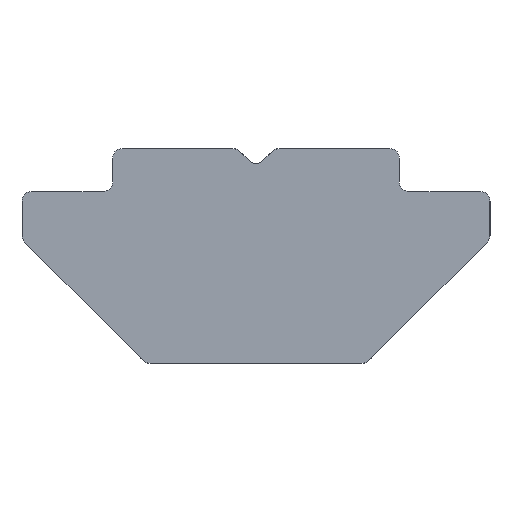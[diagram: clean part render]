
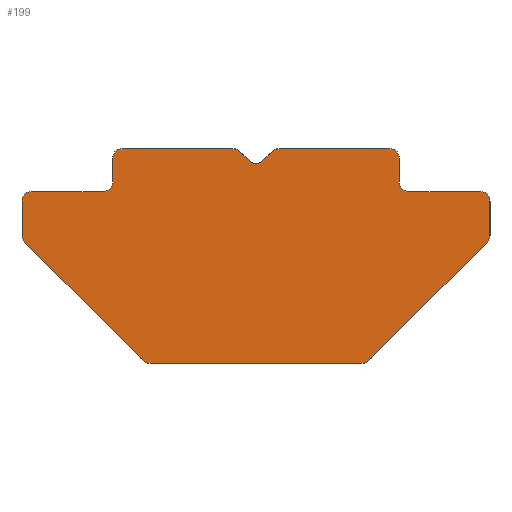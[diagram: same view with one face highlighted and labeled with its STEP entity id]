
A CAD part, left-side view. The second image highlights one B-rep face of the part: STEP entity #199.
In plain terms, the highlighted planar face has unit normal (-1, 0, 0).
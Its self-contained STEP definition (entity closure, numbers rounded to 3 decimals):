
#199=ADVANCED_FACE('',(#242),#243,.T.);
#242=FACE_OUTER_BOUND('',#317,.T.);
#243=PLANE('',#318);
#317=EDGE_LOOP('',(#449,#450,#451,#452,#453,#454,#455,#456,#457,#458,#459,#460,#461,#462,#463,#464,#465,#466,#467,#468,#469,#470,#471,#472,#473,#474));
#318=AXIS2_PLACEMENT_3D('',#475,#476,#477);
#449=ORIENTED_EDGE('',*,*,#761,.T.);
#450=ORIENTED_EDGE('',*,*,#762,.T.);
#451=ORIENTED_EDGE('',*,*,#763,.T.);
#452=ORIENTED_EDGE('',*,*,#764,.T.);
#453=ORIENTED_EDGE('',*,*,#765,.T.);
#454=ORIENTED_EDGE('',*,*,#766,.T.);
#455=ORIENTED_EDGE('',*,*,#767,.T.);
#456=ORIENTED_EDGE('',*,*,#759,.F.);
#457=ORIENTED_EDGE('',*,*,#768,.T.);
#458=ORIENTED_EDGE('',*,*,#769,.T.);
#459=ORIENTED_EDGE('',*,*,#770,.T.);
#460=ORIENTED_EDGE('',*,*,#771,.F.);
#461=ORIENTED_EDGE('',*,*,#772,.T.);
#462=ORIENTED_EDGE('',*,*,#773,.F.);
#463=ORIENTED_EDGE('',*,*,#774,.T.);
#464=ORIENTED_EDGE('',*,*,#775,.T.);
#465=ORIENTED_EDGE('',*,*,#776,.T.);
#466=ORIENTED_EDGE('',*,*,#777,.T.);
#467=ORIENTED_EDGE('',*,*,#778,.T.);
#468=ORIENTED_EDGE('',*,*,#779,.F.);
#469=ORIENTED_EDGE('',*,*,#780,.T.);
#470=ORIENTED_EDGE('',*,*,#781,.F.);
#471=ORIENTED_EDGE('',*,*,#782,.T.);
#472=ORIENTED_EDGE('',*,*,#783,.T.);
#473=ORIENTED_EDGE('',*,*,#784,.T.);
#474=ORIENTED_EDGE('',*,*,#785,.T.);
#475=CARTESIAN_POINT('',(-5.0,0.,-3.6));
#476=DIRECTION('',(-1.0,0.0,0.));
#477=DIRECTION('',(0.,-1.0,0.));
#759=EDGE_CURVE('',#912,#914,#915,.F.);
#761=EDGE_CURVE('',#917,#918,#919,.T.);
#762=EDGE_CURVE('',#918,#920,#921,.T.);
#763=EDGE_CURVE('',#920,#922,#923,.T.);
#764=EDGE_CURVE('',#922,#924,#925,.T.);
#765=EDGE_CURVE('',#924,#926,#927,.T.);
#766=EDGE_CURVE('',#926,#928,#929,.T.);
#767=EDGE_CURVE('',#928,#914,#930,.T.);
#768=EDGE_CURVE('',#912,#931,#932,.F.);
#769=EDGE_CURVE('',#931,#933,#934,.T.);
#770=EDGE_CURVE('',#933,#935,#936,.T.);
#771=EDGE_CURVE('',#937,#935,#938,.F.);
#772=EDGE_CURVE('',#937,#939,#940,.T.);
#773=EDGE_CURVE('',#941,#939,#942,.F.);
#774=EDGE_CURVE('',#941,#943,#944,.T.);
#775=EDGE_CURVE('',#943,#945,#946,.T.);
#776=EDGE_CURVE('',#945,#947,#948,.T.);
#777=EDGE_CURVE('',#947,#949,#950,.T.);
#778=EDGE_CURVE('',#949,#951,#952,.T.);
#779=EDGE_CURVE('',#953,#951,#954,.F.);
#780=EDGE_CURVE('',#953,#955,#956,.T.);
#781=EDGE_CURVE('',#957,#955,#958,.F.);
#782=EDGE_CURVE('',#957,#959,#960,.T.);
#783=EDGE_CURVE('',#959,#961,#962,.T.);
#784=EDGE_CURVE('',#961,#963,#964,.T.);
#785=EDGE_CURVE('',#963,#917,#965,.T.);
#912=VERTEX_POINT('',#1141);
#914=VERTEX_POINT('',#1144);
#915=CIRCLE('',#1145,0.2);
#917=VERTEX_POINT('',#1148);
#918=VERTEX_POINT('',#1149);
#919=LINE('',#1150,#1151);
#920=VERTEX_POINT('',#1152);
#921=CIRCLE('',#1153,0.2);
#922=VERTEX_POINT('',#1154);
#923=LINE('',#1155,#1156);
#924=VERTEX_POINT('',#1157);
#925=CIRCLE('',#1158,0.2);
#926=VERTEX_POINT('',#1159);
#927=LINE('',#1160,#1161);
#928=VERTEX_POINT('',#1162);
#929=CIRCLE('',#1163,0.2);
#930=LINE('',#1164,#1165);
#931=VERTEX_POINT('',#1166);
#932=LINE('',#1167,#1168);
#933=VERTEX_POINT('',#1169);
#934=CIRCLE('',#1170,0.2);
#935=VERTEX_POINT('',#1171);
#936=LINE('',#1172,#1173);
#937=VERTEX_POINT('',#1174);
#938=CIRCLE('',#1175,0.2);
#939=VERTEX_POINT('',#1176);
#940=LINE('',#1177,#1178);
#941=VERTEX_POINT('',#1179);
#942=CIRCLE('',#1180,0.2);
#943=VERTEX_POINT('',#1181);
#944=LINE('',#1182,#1183);
#945=VERTEX_POINT('',#1184);
#946=CIRCLE('',#1185,0.2);
#947=VERTEX_POINT('',#1186);
#948=LINE('',#1187,#1188);
#949=VERTEX_POINT('',#1189);
#950=CIRCLE('',#1190,0.2);
#951=VERTEX_POINT('',#1191);
#952=LINE('',#1192,#1193);
#953=VERTEX_POINT('',#1194);
#954=CIRCLE('',#1195,0.2);
#955=VERTEX_POINT('',#1196);
#956=LINE('',#1197,#1198);
#957=VERTEX_POINT('',#1199);
#958=CIRCLE('',#1200,0.2);
#959=VERTEX_POINT('',#1201);
#960=LINE('',#1202,#1203);
#961=VERTEX_POINT('',#1204);
#962=CIRCLE('',#1205,0.2);
#963=VERTEX_POINT('',#1206);
#964=LINE('',#1207,#1208);
#965=CIRCLE('',#1209,0.2);
#1141=CARTESIAN_POINT('',(-5.0,3.0,0.7));
#1144=CARTESIAN_POINT('',(-5.0,2.8,0.9));
#1145=AXIS2_PLACEMENT_3D('',#1359,#1360,#1361);
#1148=CARTESIAN_POINT('',(-5.0,-2.8,0.9));
#1149=CARTESIAN_POINT('',(-5.0,-0.483,0.9));
#1150=CARTESIAN_POINT('',(-5.0,-3.0,0.9));
#1151=VECTOR('',#1363,1.0);
#1152=CARTESIAN_POINT('',(-5.0,-0.341,0.841));
#1153=AXIS2_PLACEMENT_3D('',#1364,#1365,#1366);
#1154=CARTESIAN_POINT('',(-5.0,-0.141,0.641));
#1155=CARTESIAN_POINT('',(-5.0,-0.4,0.9));
#1156=VECTOR('',#1367,1.0);
#1157=CARTESIAN_POINT('',(-5.0,0.141,0.641));
#1158=AXIS2_PLACEMENT_3D('',#1368,#1369,#1370);
#1159=CARTESIAN_POINT('',(-5.0,0.341,0.841));
#1160=CARTESIAN_POINT('',(-5.0,0.,0.5));
#1161=VECTOR('',#1371,1.0);
#1162=CARTESIAN_POINT('',(-5.0,0.483,0.9));
#1163=AXIS2_PLACEMENT_3D('',#1372,#1373,#1374);
#1164=CARTESIAN_POINT('',(-5.0,0.4,0.9));
#1165=VECTOR('',#1375,1.0);
#1166=CARTESIAN_POINT('',(-5.0,3.0,0.2));
#1167=CARTESIAN_POINT('',(-5.0,3.0,-3.6));
#1168=VECTOR('',#1376,1.0);
#1169=CARTESIAN_POINT('',(-5.0,3.2,0.));
#1170=AXIS2_PLACEMENT_3D('',#1377,#1378,#1379);
#1171=CARTESIAN_POINT('',(-5.0,4.7,0.));
#1172=CARTESIAN_POINT('',(-5.0,4.9,0.));
#1173=VECTOR('',#1380,1.0);
#1174=CARTESIAN_POINT('',(-5.0,4.9,-0.2));
#1175=AXIS2_PLACEMENT_3D('',#1381,#1382,#1383);
#1176=CARTESIAN_POINT('',(-5.0,4.9,-0.917));
#1177=CARTESIAN_POINT('',(-5.0,4.9,-1.0));
#1178=VECTOR('',#1384,1.0);
#1179=CARTESIAN_POINT('',(-5.0,4.841,-1.059));
#1180=AXIS2_PLACEMENT_3D('',#1385,#1386,#1387);
#1181=CARTESIAN_POINT('',(-5.0,2.359,-3.541));
#1182=CARTESIAN_POINT('',(-5.0,4.841,-1.059));
#1183=VECTOR('',#1388,1.0);
#1184=CARTESIAN_POINT('',(-5.0,2.217,-3.6));
#1185=AXIS2_PLACEMENT_3D('',#1389,#1390,#1391);
#1186=CARTESIAN_POINT('',(-5.0,-2.217,-3.6));
#1187=CARTESIAN_POINT('',(-5.0,2.3,-3.6));
#1188=VECTOR('',#1392,1.0);
#1189=CARTESIAN_POINT('',(-5.0,-2.359,-3.541));
#1190=AXIS2_PLACEMENT_3D('',#1393,#1394,#1395);
#1191=CARTESIAN_POINT('',(-5.0,-4.841,-1.059));
#1192=CARTESIAN_POINT('',(-5.0,-2.359,-3.541));
#1193=VECTOR('',#1396,1.0);
#1194=CARTESIAN_POINT('',(-5.0,-4.9,-0.917));
#1195=AXIS2_PLACEMENT_3D('',#1397,#1398,#1399);
#1196=CARTESIAN_POINT('',(-5.0,-4.9,-0.2));
#1197=CARTESIAN_POINT('',(-5.0,-4.9,-1.0));
#1198=VECTOR('',#1400,1.0);
#1199=CARTESIAN_POINT('',(-5.0,-4.7,0.));
#1200=AXIS2_PLACEMENT_3D('',#1401,#1402,#1403);
#1201=CARTESIAN_POINT('',(-5.0,-3.2,0.));
#1202=CARTESIAN_POINT('',(-5.0,-4.9,0.));
#1203=VECTOR('',#1404,1.0);
#1204=CARTESIAN_POINT('',(-5.0,-3.0,0.2));
#1205=AXIS2_PLACEMENT_3D('',#1405,#1406,#1407);
#1206=CARTESIAN_POINT('',(-5.0,-3.0,0.7));
#1207=CARTESIAN_POINT('',(-5.0,-3.0,0.));
#1208=VECTOR('',#1408,1.0);
#1209=AXIS2_PLACEMENT_3D('',#1409,#1410,#1411);
#1359=CARTESIAN_POINT('',(-5.0,2.8,0.7));
#1360=DIRECTION('',(-1.0,0.0,0.));
#1361=DIRECTION('',(0.,-1.0,0.));
#1363=DIRECTION('',(0.,1.0,0.));
#1364=CARTESIAN_POINT('',(-5.0,-0.483,0.7));
#1365=DIRECTION('',(-1.0,0.0,0.));
#1366=DIRECTION('',(0.,-1.0,0.));
#1367=DIRECTION('',(0.,0.707,-0.707));
#1368=CARTESIAN_POINT('',(-5.0,0.,0.783));
#1369=DIRECTION('',(1.0,0.0,0.));
#1370=DIRECTION('',(0.,1.0,0.));
#1371=DIRECTION('',(0.,0.707,0.707));
#1372=CARTESIAN_POINT('',(-5.0,0.483,0.7));
#1373=DIRECTION('',(-1.0,0.0,0.));
#1374=DIRECTION('',(0.,-1.0,0.));
#1375=DIRECTION('',(0.,1.0,0.));
#1376=DIRECTION('',(0.,0.,1.0));
#1377=CARTESIAN_POINT('',(-5.0,3.2,0.2));
#1378=DIRECTION('',(1.0,0.0,0.));
#1379=DIRECTION('',(0.,1.0,0.));
#1380=DIRECTION('',(0.,1.0,0.));
#1381=CARTESIAN_POINT('',(-5.0,4.7,-0.2));
#1382=DIRECTION('',(-1.0,0.0,0.));
#1383=DIRECTION('',(0.,-1.0,0.));
#1384=DIRECTION('',(0.,0.,-1.0));
#1385=CARTESIAN_POINT('',(-5.0,4.7,-0.917));
#1386=DIRECTION('',(-1.0,0.0,0.));
#1387=DIRECTION('',(0.,-1.0,0.));
#1388=DIRECTION('',(0.,-0.707,-0.707));
#1389=CARTESIAN_POINT('',(-5.0,2.217,-3.4));
#1390=DIRECTION('',(-1.0,0.0,0.));
#1391=DIRECTION('',(0.,-1.0,0.));
#1392=DIRECTION('',(0.,-1.0,0.));
#1393=CARTESIAN_POINT('',(-5.0,-2.217,-3.4));
#1394=DIRECTION('',(-1.0,0.0,0.));
#1395=DIRECTION('',(0.,-1.0,0.));
#1396=DIRECTION('',(0.,-0.707,0.707));
#1397=CARTESIAN_POINT('',(-5.0,-4.7,-0.917));
#1398=DIRECTION('',(-1.0,0.0,0.));
#1399=DIRECTION('',(0.,-1.0,0.));
#1400=DIRECTION('',(0.,0.,1.0));
#1401=CARTESIAN_POINT('',(-5.0,-4.7,-0.2));
#1402=DIRECTION('',(-1.0,0.0,0.));
#1403=DIRECTION('',(0.,-1.0,0.));
#1404=DIRECTION('',(0.,1.0,0.));
#1405=CARTESIAN_POINT('',(-5.0,-3.2,0.2));
#1406=DIRECTION('',(1.0,0.0,0.));
#1407=DIRECTION('',(0.,1.0,0.));
#1408=DIRECTION('',(0.,0.,1.0));
#1409=CARTESIAN_POINT('',(-5.0,-2.8,0.7));
#1410=DIRECTION('',(-1.0,0.0,0.));
#1411=DIRECTION('',(0.,-1.0,0.));
